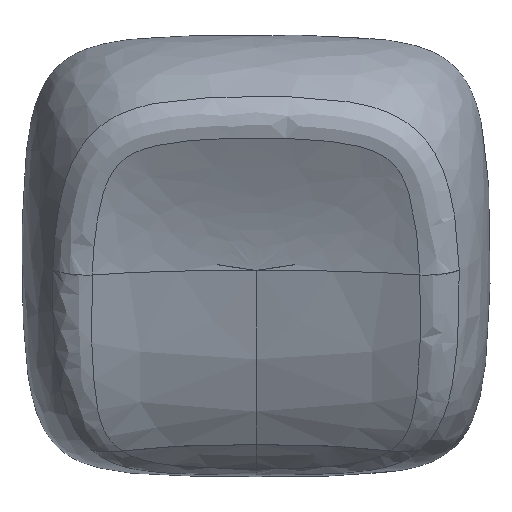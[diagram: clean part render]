
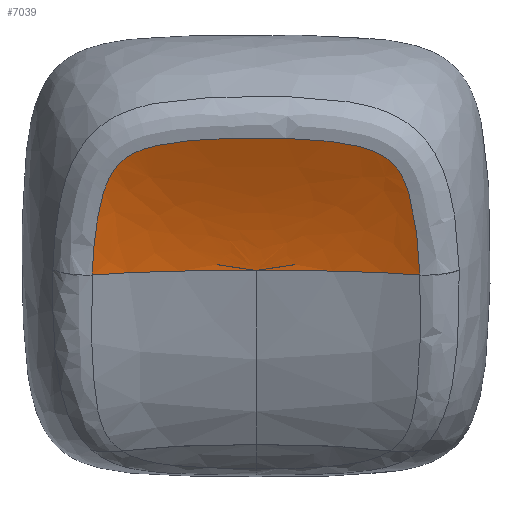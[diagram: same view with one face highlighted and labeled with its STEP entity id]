
A CAD part, top view. The second image highlights one B-rep face of the part: STEP entity #7039.
In plain terms, the highlighted free-form (B-spline) face has degree [3, 3] with [10, 5] control points.
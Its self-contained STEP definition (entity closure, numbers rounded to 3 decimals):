
#6530 = VERTEX_POINT('',#6531);
#6531 = CARTESIAN_POINT('',(6.123,-0.726,
    7.008));
#6614 = EDGE_CURVE('',#6615,#6530,#6617,.T.);
#6615 = VERTEX_POINT('',#6616);
#6616 = CARTESIAN_POINT('',(-6.123,-0.726,
    7.008));
#6617 = B_SPLINE_CURVE_WITH_KNOTS('',3,(#6618,#6619,#6620,#6621,#6622,
    #6623,#6624,#6625,#6626,#6627,#6628,#6629,#6630,#6631,#6632,#6633,
    #6634,#6635,#6636,#6637,#6638,#6639,#6640,#6641,#6642,#6643),
  .UNSPECIFIED.,.F.,.F.,(4,1,1,1,1,1,1,1,1,1,1,2,1,1,1,1,1,1,1,1,1,1,4),
  (-2.058,-1.852,-1.749,-1.698,
    -1.647,-1.595,-1.544,-1.492,
    -1.441,-1.338,-1.235,-1.029,
    -0.823,-0.72,-0.618,-0.566,
    -0.515,-0.463,-0.412,-0.36,
    -0.309,-0.206,0.),.UNSPECIFIED.);
#6618 = CARTESIAN_POINT('',(-6.123,-0.726,
    7.008));
#6619 = CARTESIAN_POINT('',(-6.097,-0.079,
    7.173));
#6620 = CARTESIAN_POINT('',(-6.021,0.888,
    7.429));
#6621 = CARTESIAN_POINT('',(-5.823,1.965,
    7.743));
#6622 = CARTESIAN_POINT('',(-5.648,2.548,
    7.925));
#6623 = CARTESIAN_POINT('',(-5.472,2.962,8.059
    ));
#6624 = CARTESIAN_POINT('',(-5.225,3.345,
    8.184));
#6625 = CARTESIAN_POINT('',(-4.89,3.655,
    8.282));
#6626 = CARTESIAN_POINT('',(-4.474,3.883,
    8.349));
#6627 = CARTESIAN_POINT('',(-3.868,4.092,
    8.408));
#6628 = CARTESIAN_POINT('',(-3.05,4.245,
    8.45));
#6629 = CARTESIAN_POINT('',(-1.711,4.37,8.488
    ));
#6630 = CARTESIAN_POINT('',(-0.683,4.395,
    8.496));
#6631 = CARTESIAN_POINT('',(0.684,4.395,8.496
    ));
#6632 = CARTESIAN_POINT('',(1.709,4.37,8.488
    ));
#6633 = CARTESIAN_POINT('',(3.054,4.244,8.45
    ));
#6634 = CARTESIAN_POINT('',(3.868,4.093,8.408
    ));
#6635 = CARTESIAN_POINT('',(4.479,3.881,8.348
    ));
#6636 = CARTESIAN_POINT('',(4.889,3.656,8.282)
  );
#6637 = CARTESIAN_POINT('',(5.229,3.34,8.182
    ));
#6638 = CARTESIAN_POINT('',(5.471,2.962,8.059)
  );
#6639 = CARTESIAN_POINT('',(5.649,2.545,7.924
    ));
#6640 = CARTESIAN_POINT('',(5.823,1.963,7.742
    ));
#6641 = CARTESIAN_POINT('',(6.021,0.888,7.429)
  );
#6642 = CARTESIAN_POINT('',(6.097,-0.079,
    7.173));
#6643 = CARTESIAN_POINT('',(6.123,-0.726,
    7.008));
#6992 = VERTEX_POINT('',#6993);
#6993 = CARTESIAN_POINT('',(0.,-0.552,6.359));
#7001 = EDGE_CURVE('',#6530,#6992,#7002,.T.);
#7002 = B_SPLINE_CURVE_WITH_KNOTS('',5,(#7003,#7004,#7005,#7006,#7007,
    #7008,#7009,#7010,#7011),.UNSPECIFIED.,.F.,.F.,(6,1,1,1,6),(
    0.221,0.4,0.6,0.8,1.),.UNSPECIFIED.);
#7003 = CARTESIAN_POINT('',(6.123,-0.726,
    7.008));
#7004 = CARTESIAN_POINT('',(5.963,-0.713,
    6.959));
#7005 = CARTESIAN_POINT('',(5.61,-0.686,
    6.859));
#7006 = CARTESIAN_POINT('',(5.013,-0.647,
    6.715));
#7007 = CARTESIAN_POINT('',(4.06,-0.601,
    6.543));
#7008 = CARTESIAN_POINT('',(2.788,-0.568,6.421
    ));
#7009 = CARTESIAN_POINT('',(1.523,-0.555,
    6.37));
#7010 = CARTESIAN_POINT('',(0.532,-0.552,
    6.359));
#7011 = CARTESIAN_POINT('',(0.,-0.552,6.359));
#7039 = ADVANCED_FACE('',(#7040),#7056,.F.);
#7040 = FACE_BOUND('',#7041,.F.);
#7041 = EDGE_LOOP('',(#7042,#7043,#7055));
#7042 = ORIENTED_EDGE('',*,*,#7001,.T.);
#7043 = ORIENTED_EDGE('',*,*,#7044,.F.);
#7044 = EDGE_CURVE('',#6615,#6992,#7045,.T.);
#7045 = B_SPLINE_CURVE_WITH_KNOTS('',5,(#7046,#7047,#7048,#7049,#7050,
    #7051,#7052,#7053,#7054),.UNSPECIFIED.,.F.,.F.,(6,1,1,1,6),(
    0.221,0.4,0.6,0.8,1.),.UNSPECIFIED.);
#7046 = CARTESIAN_POINT('',(-6.123,-0.726,
    7.008));
#7047 = CARTESIAN_POINT('',(-5.964,-0.713,
    6.959));
#7048 = CARTESIAN_POINT('',(-5.61,-0.686,
    6.859));
#7049 = CARTESIAN_POINT('',(-5.013,-0.647,
    6.715));
#7050 = CARTESIAN_POINT('',(-4.06,-0.601,
    6.543));
#7051 = CARTESIAN_POINT('',(-2.788,-0.568,
    6.421));
#7052 = CARTESIAN_POINT('',(-1.523,-0.555,
    6.37));
#7053 = CARTESIAN_POINT('',(-0.532,-0.552,
    6.359));
#7054 = CARTESIAN_POINT('',(0.,-0.552,6.359));
#7055 = ORIENTED_EDGE('',*,*,#6614,.T.);
#7056 = B_SPLINE_SURFACE_WITH_KNOTS('',3,3,(
    (#7057,#7058,#7059,#7060,#7061)
    ,(#7062,#7063,#7064,#7065,#7066)
    ,(#7067,#7068,#7069,#7070,#7071)
    ,(#7072,#7073,#7074,#7075,#7076)
    ,(#7077,#7078,#7079,#7080,#7081)
    ,(#7082,#7083,#7084,#7085,#7086)
    ,(#7087,#7088,#7089,#7090,#7091)
    ,(#7092,#7093,#7094,#7095,#7096)
    ,(#7097,#7098,#7099,#7100,#7101)
    ,(#7102,#7103,#7104,#7105,#7106
    )),.UNSPECIFIED.,.F.,.F.,.F.,(4,1,1,1,1,1,1,4),(4,1,4),(0.,
    0.143,0.286,0.429,0.571,
    0.714,0.857,1.),(0.142,0.51,1.)
  ,.UNSPECIFIED.);
#7057 = CARTESIAN_POINT('',(-6.462,-0.755,
    7.118));
#7058 = CARTESIAN_POINT('',(-5.96,-0.709,
    6.945));
#7059 = CARTESIAN_POINT('',(-4.602,-0.608,
    6.57));
#7060 = CARTESIAN_POINT('',(-2.174,-0.552,
    6.359));
#7061 = CARTESIAN_POINT('',(0.,-0.552,6.359));
#7062 = CARTESIAN_POINT('',(-6.462,0.329,
    7.408));
#7063 = CARTESIAN_POINT('',(-5.96,0.219,
    7.193));
#7064 = CARTESIAN_POINT('',(-4.602,-0.042,
    6.722));
#7065 = CARTESIAN_POINT('',(-2.174,-0.345,
    6.414));
#7066 = CARTESIAN_POINT('',(0.,-0.552,6.359));
#7067 = CARTESIAN_POINT('',(-6.248,2.469,
    7.982));
#7068 = CARTESIAN_POINT('',(-5.758,2.069,
    7.689));
#7069 = CARTESIAN_POINT('',(-4.366,1.059,7.016
    ));
#7070 = CARTESIAN_POINT('',(-1.997,0.009,
    6.509));
#7071 = CARTESIAN_POINT('',(0.,-0.552,6.359));
#7072 = CARTESIAN_POINT('',(-4.897,4.057,
    8.407));
#7073 = CARTESIAN_POINT('',(-4.502,3.417,
    8.05));
#7074 = CARTESIAN_POINT('',(-3.252,1.911,
    7.245));
#7075 = CARTESIAN_POINT('',(-1.35,0.363,
    6.604));
#7076 = CARTESIAN_POINT('',(0.,-0.552,6.359));
#7077 = CARTESIAN_POINT('',(-1.978,4.42,
    8.505));
#7078 = CARTESIAN_POINT('',(-1.814,3.701,
    8.126));
#7079 = CARTESIAN_POINT('',(-1.257,2.146,
    7.308));
#7080 = CARTESIAN_POINT('',(-0.475,0.54,6.651)
  );
#7081 = CARTESIAN_POINT('',(0.,-0.552,6.359));
#7082 = CARTESIAN_POINT('',(1.982,4.419,8.504
    ));
#7083 = CARTESIAN_POINT('',(1.819,3.7,8.126)
  );
#7084 = CARTESIAN_POINT('',(1.26,2.146,7.308
    ));
#7085 = CARTESIAN_POINT('',(0.475,0.54,6.651)
  );
#7086 = CARTESIAN_POINT('',(0.,-0.552,6.359));
#7087 = CARTESIAN_POINT('',(4.893,4.056,8.407
    ));
#7088 = CARTESIAN_POINT('',(4.498,3.415,8.05
    ));
#7089 = CARTESIAN_POINT('',(3.25,1.911,7.245
    ));
#7090 = CARTESIAN_POINT('',(1.35,0.363,6.604
    ));
#7091 = CARTESIAN_POINT('',(0.,-0.552,6.359));
#7092 = CARTESIAN_POINT('',(6.248,2.469,7.982)
  );
#7093 = CARTESIAN_POINT('',(5.757,2.069,7.689
    ));
#7094 = CARTESIAN_POINT('',(4.366,1.059,7.016
    ));
#7095 = CARTESIAN_POINT('',(1.997,0.009,
    6.509));
#7096 = CARTESIAN_POINT('',(0.,-0.552,6.359));
#7097 = CARTESIAN_POINT('',(6.462,0.329,7.408
    ));
#7098 = CARTESIAN_POINT('',(5.96,0.219,7.193
    ));
#7099 = CARTESIAN_POINT('',(4.602,-0.041,
    6.722));
#7100 = CARTESIAN_POINT('',(2.174,-0.345,
    6.414));
#7101 = CARTESIAN_POINT('',(0.,-0.552,6.359));
#7102 = CARTESIAN_POINT('',(6.462,-0.755,
    7.118));
#7103 = CARTESIAN_POINT('',(5.96,-0.709,6.945)
  );
#7104 = CARTESIAN_POINT('',(4.602,-0.608,6.57
    ));
#7105 = CARTESIAN_POINT('',(2.174,-0.552,
    6.359));
#7106 = CARTESIAN_POINT('',(0.,-0.552,6.359));
